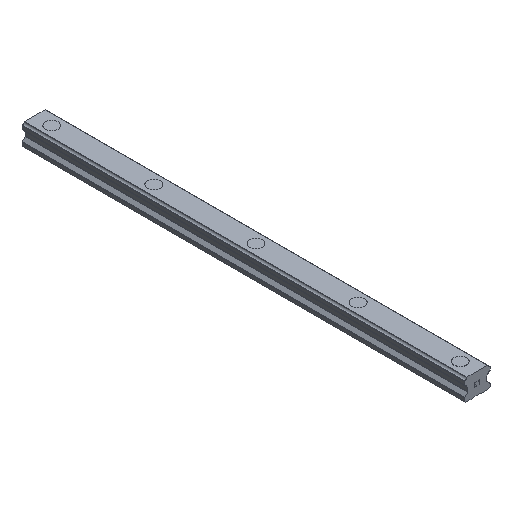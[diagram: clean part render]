
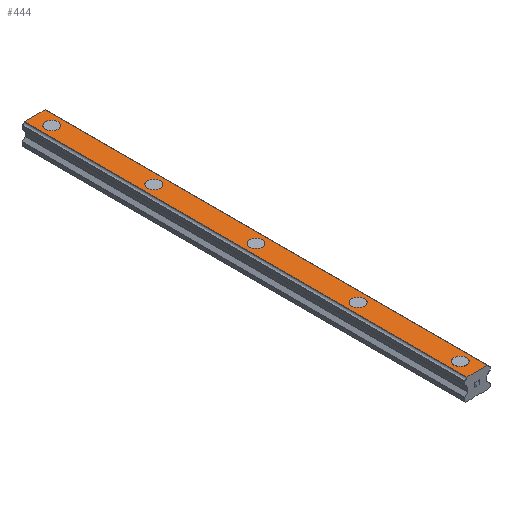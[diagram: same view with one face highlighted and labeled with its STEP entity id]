
A CAD part, isometric view. The second image highlights one B-rep face of the part: STEP entity #444.
In plain terms, the highlighted planar face has unit normal (0, 0, 1).
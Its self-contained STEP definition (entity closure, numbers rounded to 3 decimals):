
#444=ADVANCED_FACE('',(#910,#911,#912,#913,#914,#915),#916,.T.);
#910=FACE_BOUND('',#1391,.T.);
#911=FACE_BOUND('',#1392,.T.);
#912=FACE_BOUND('',#1393,.T.);
#913=FACE_BOUND('',#1394,.T.);
#914=FACE_BOUND('',#1395,.T.);
#915=FACE_OUTER_BOUND('',#1396,.T.);
#916=PLANE('',#1397);
#1391=EDGE_LOOP('',(#2707,#2708));
#1392=EDGE_LOOP('',(#2709,#2710));
#1393=EDGE_LOOP('',(#2711,#2712));
#1394=EDGE_LOOP('',(#2713,#2714));
#1395=EDGE_LOOP('',(#2715,#2716));
#1396=EDGE_LOOP('',(#2717,#2718,#2719,#2720));
#1397=AXIS2_PLACEMENT_3D('',#2721,#2722,#2723);
#2707=ORIENTED_EDGE('',*,*,#2949,.T.);
#2708=ORIENTED_EDGE('',*,*,#3326,.T.);
#2709=ORIENTED_EDGE('',*,*,#2937,.T.);
#2710=ORIENTED_EDGE('',*,*,#3348,.T.);
#2711=ORIENTED_EDGE('',*,*,#2925,.T.);
#2712=ORIENTED_EDGE('',*,*,#3357,.T.);
#2713=ORIENTED_EDGE('',*,*,#2913,.T.);
#2714=ORIENTED_EDGE('',*,*,#3366,.T.);
#2715=ORIENTED_EDGE('',*,*,#2901,.T.);
#2716=ORIENTED_EDGE('',*,*,#3375,.T.);
#2717=ORIENTED_EDGE('',*,*,#3307,.T.);
#2718=ORIENTED_EDGE('',*,*,#3418,.F.);
#2719=ORIENTED_EDGE('',*,*,#3181,.T.);
#2720=ORIENTED_EDGE('',*,*,#3416,.T.);
#2721=CARTESIAN_POINT('',(0.0,260.0,12.5));
#2722=DIRECTION('',(0.0,0.0,1.0));
#2723=DIRECTION('',(-1.0,0.0,0.0));
#2901=EDGE_CURVE('',#3474,#3471,#3475,.T.);
#2913=EDGE_CURVE('',#3496,#3493,#3497,.T.);
#2925=EDGE_CURVE('',#3518,#3515,#3519,.T.);
#2937=EDGE_CURVE('',#3540,#3537,#3541,.T.);
#2949=EDGE_CURVE('',#3562,#3559,#3563,.T.);
#3181=EDGE_CURVE('',#3912,#3910,#3913,.T.);
#3307=EDGE_CURVE('',#4119,#4117,#4120,.T.);
#3326=EDGE_CURVE('',#3559,#3562,#4155,.T.);
#3348=EDGE_CURVE('',#3537,#3540,#4183,.T.);
#3357=EDGE_CURVE('',#3515,#3518,#4193,.T.);
#3366=EDGE_CURVE('',#3493,#3496,#4203,.T.);
#3375=EDGE_CURVE('',#3471,#3474,#4213,.T.);
#3416=EDGE_CURVE('',#3910,#4119,#4255,.T.);
#3418=EDGE_CURVE('',#3912,#4117,#4257,.T.);
#3471=VERTEX_POINT('',#4312);
#3474=VERTEX_POINT('',#4316);
#3475=CIRCLE('',#4317,3.75);
#3493=VERTEX_POINT('',#4338);
#3496=VERTEX_POINT('',#4342);
#3497=CIRCLE('',#4343,3.75);
#3515=VERTEX_POINT('',#4364);
#3518=VERTEX_POINT('',#4368);
#3519=CIRCLE('',#4369,3.75);
#3537=VERTEX_POINT('',#4390);
#3540=VERTEX_POINT('',#4394);
#3541=CIRCLE('',#4395,3.75);
#3559=VERTEX_POINT('',#4416);
#3562=VERTEX_POINT('',#4420);
#3563=CIRCLE('',#4421,3.75);
#3910=VERTEX_POINT('',#4902);
#3912=VERTEX_POINT('',#4905);
#3913=LINE('',#4906,#4907);
#4117=VERTEX_POINT('',#5193);
#4119=VERTEX_POINT('',#5196);
#4120=LINE('',#5197,#5198);
#4155=CIRCLE('',#5241,3.75);
#4183=CIRCLE('',#5277,3.75);
#4193=CIRCLE('',#5288,3.75);
#4203=CIRCLE('',#5299,3.75);
#4213=CIRCLE('',#5310,3.75);
#4255=LINE('',#5369,#5370);
#4257=LINE('',#5372,#5373);
#4312=CARTESIAN_POINT('',(3.75,10.0,12.5));
#4316=CARTESIAN_POINT('',(-3.75,10.0,12.5));
#4317=AXIS2_PLACEMENT_3D('',#5445,#5446,#5447);
#4338=CARTESIAN_POINT('',(3.75,70.0,12.5));
#4342=CARTESIAN_POINT('',(-3.75,70.0,12.5));
#4343=AXIS2_PLACEMENT_3D('',#5467,#5468,#5469);
#4364=CARTESIAN_POINT('',(3.75,130.0,12.5));
#4368=CARTESIAN_POINT('',(-3.75,130.0,12.5));
#4369=AXIS2_PLACEMENT_3D('',#5489,#5490,#5491);
#4390=CARTESIAN_POINT('',(3.75,190.0,12.5));
#4394=CARTESIAN_POINT('',(-3.75,190.0,12.5));
#4395=AXIS2_PLACEMENT_3D('',#5511,#5512,#5513);
#4416=CARTESIAN_POINT('',(3.75,250.0,12.5));
#4420=CARTESIAN_POINT('',(-3.75,250.0,12.5));
#4421=AXIS2_PLACEMENT_3D('',#5533,#5534,#5535);
#4902=CARTESIAN_POINT('',(-6.094,260.0,12.5));
#4905=CARTESIAN_POINT('',(6.094,260.0,12.5));
#4906=CARTESIAN_POINT('',(6.094,260.0,12.5));
#4907=VECTOR('',#5776,1.0);
#5193=CARTESIAN_POINT('',(6.094,0.0,12.5));
#5196=CARTESIAN_POINT('',(-6.094,0.0,12.5));
#5197=CARTESIAN_POINT('',(6.094,0.0,12.5));
#5198=VECTOR('',#5914,1.0);
#5241=AXIS2_PLACEMENT_3D('',#5950,#5951,#5952);
#5277=AXIS2_PLACEMENT_3D('',#5985,#5986,#5987);
#5288=AXIS2_PLACEMENT_3D('',#5998,#5999,#6000);
#5299=AXIS2_PLACEMENT_3D('',#6011,#6012,#6013);
#5310=AXIS2_PLACEMENT_3D('',#6024,#6025,#6026);
#5369=CARTESIAN_POINT('',(-6.094,260.0,12.5));
#5370=VECTOR('',#6053,1.0);
#5372=CARTESIAN_POINT('',(6.094,260.0,12.5));
#5373=VECTOR('',#6054,1.0);
#5445=CARTESIAN_POINT('',(0.0,10.0,12.5));
#5446=DIRECTION('',(0.0,0.0,-1.0));
#5447=DIRECTION('',(1.0,0.0,0.0));
#5467=CARTESIAN_POINT('',(0.0,70.0,12.5));
#5468=DIRECTION('',(0.0,0.0,-1.0));
#5469=DIRECTION('',(1.0,0.0,0.0));
#5489=CARTESIAN_POINT('',(0.0,130.0,12.5));
#5490=DIRECTION('',(0.0,0.0,-1.0));
#5491=DIRECTION('',(1.0,0.0,0.0));
#5511=CARTESIAN_POINT('',(0.0,190.0,12.5));
#5512=DIRECTION('',(0.0,0.0,-1.0));
#5513=DIRECTION('',(1.0,0.0,0.0));
#5533=CARTESIAN_POINT('',(0.0,250.0,12.5));
#5534=DIRECTION('',(0.0,0.0,-1.0));
#5535=DIRECTION('',(1.0,0.0,0.0));
#5776=DIRECTION('',(-1.0,0.0,0.0));
#5914=DIRECTION('',(1.0,0.0,0.0));
#5950=CARTESIAN_POINT('',(0.0,250.0,12.5));
#5951=DIRECTION('',(0.0,0.0,-1.0));
#5952=DIRECTION('',(1.0,0.0,0.0));
#5985=CARTESIAN_POINT('',(0.0,190.0,12.5));
#5986=DIRECTION('',(0.0,0.0,-1.0));
#5987=DIRECTION('',(1.0,0.0,0.0));
#5998=CARTESIAN_POINT('',(0.0,130.0,12.5));
#5999=DIRECTION('',(0.0,0.0,-1.0));
#6000=DIRECTION('',(1.0,0.0,0.0));
#6011=CARTESIAN_POINT('',(0.0,70.0,12.5));
#6012=DIRECTION('',(0.0,0.0,-1.0));
#6013=DIRECTION('',(1.0,0.0,0.0));
#6024=CARTESIAN_POINT('',(0.0,10.0,12.5));
#6025=DIRECTION('',(0.0,0.0,-1.0));
#6026=DIRECTION('',(1.0,0.0,0.0));
#6053=DIRECTION('',(0.0,-1.0,0.0));
#6054=DIRECTION('',(0.0,-1.0,0.0));
